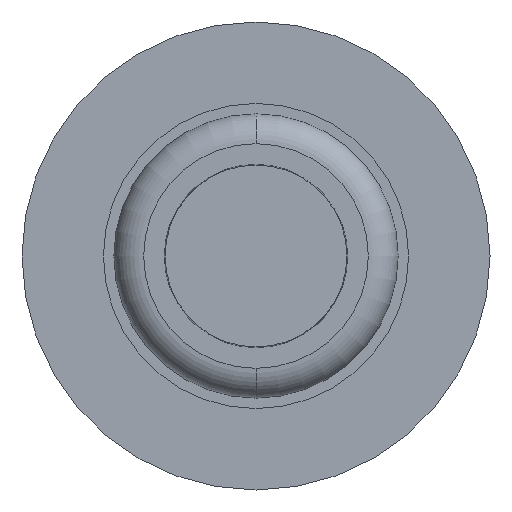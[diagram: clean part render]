
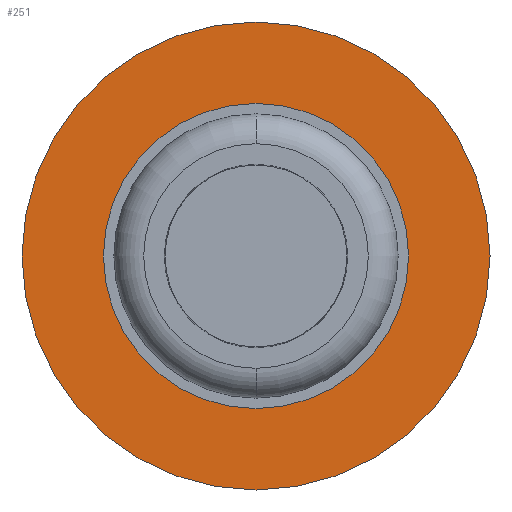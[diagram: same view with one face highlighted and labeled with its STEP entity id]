
A CAD part, front view. The second image highlights one B-rep face of the part: STEP entity #251.
In plain terms, the highlighted planar face has unit normal (0, -1, 0).
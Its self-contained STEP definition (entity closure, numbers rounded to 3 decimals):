
#9 = ORIENTED_EDGE ( 'NONE', *, *, #207, .F. ) ;
#23 = AXIS2_PLACEMENT_3D ( 'NONE', #504, #501, #500 ) ;
#65 = CIRCLE ( 'NONE', #386, 125. ) ;
#66 = AXIS2_PLACEMENT_3D ( 'NONE', #150, #169, #164 ) ;
#110 = VERTEX_POINT ( 'NONE', #440 ) ;
#127 = EDGE_CURVE ( 'NONE', #368, #110, #320, .T. ) ;
#150 = CARTESIAN_POINT ( 'NONE',  ( 0., -4.5, 0. ) ) ;
#152 = EDGE_LOOP ( 'NONE', ( #275, #195 ) ) ;
#164 = DIRECTION ( 'NONE',  ( 0., 0., -1. ) ) ;
#169 = DIRECTION ( 'NONE',  ( 0., -1., 0. ) ) ;
#172 = CARTESIAN_POINT ( 'NONE',  ( 0., -4.5, 0. ) ) ;
#189 = AXIS2_PLACEMENT_3D ( 'NONE', #457, #456, #454 ) ;
#195 = ORIENTED_EDGE ( 'NONE', *, *, #240, .T. ) ;
#207 = EDGE_CURVE ( 'NONE', #348, #259, #283, .T. ) ;
#240 = EDGE_CURVE ( 'NONE', #110, #368, #65, .T. ) ;
#241 = FACE_OUTER_BOUND ( 'NONE', #152, .T. ) ;
#246 = EDGE_CURVE ( 'NONE', #259, #348, #347, .T. ) ;
#251 = ADVANCED_FACE ( 'NONE', ( #241, #469 ), #462, .T. ) ;
#259 = VERTEX_POINT ( 'NONE', #439 ) ;
#275 = ORIENTED_EDGE ( 'NONE', *, *, #127, .T. ) ;
#283 = CIRCLE ( 'NONE', #23, 81.5 ) ;
#320 = CIRCLE ( 'NONE', #66, 125. ) ;
#347 = CIRCLE ( 'NONE', #189, 81.5 ) ;
#348 = VERTEX_POINT ( 'NONE', #390 ) ;
#368 = VERTEX_POINT ( 'NONE', #402 ) ;
#386 = AXIS2_PLACEMENT_3D ( 'NONE', #172, #475, #463 ) ;
#390 = CARTESIAN_POINT ( 'NONE',  ( 0., -4.5, 81.5 ) ) ;
#402 = CARTESIAN_POINT ( 'NONE',  ( 0., -4.5, -125. ) ) ;
#439 = CARTESIAN_POINT ( 'NONE',  ( 0., -4.5, -81.5 ) ) ;
#440 = CARTESIAN_POINT ( 'NONE',  ( 0., -4.5, 125. ) ) ;
#447 = DIRECTION ( 'NONE',  ( 0., 0., -1. ) ) ;
#448 = DIRECTION ( 'NONE',  ( 0., -1., 0. ) ) ;
#454 = DIRECTION ( 'NONE',  ( 0., 0., -1. ) ) ;
#456 = DIRECTION ( 'NONE',  ( 0., -1., 0. ) ) ;
#457 = CARTESIAN_POINT ( 'NONE',  ( 0., -4.5, 0. ) ) ;
#462 = PLANE ( 'NONE',  #502 ) ;
#463 = DIRECTION ( 'NONE',  ( 0., 0., -1. ) ) ;
#469 = FACE_BOUND ( 'NONE', #491, .T. ) ;
#474 = CARTESIAN_POINT ( 'NONE',  ( 94., -4.5, 0. ) ) ;
#475 = DIRECTION ( 'NONE',  ( 0., -1., 0. ) ) ;
#491 = EDGE_LOOP ( 'NONE', ( #507, #9 ) ) ;
#500 = DIRECTION ( 'NONE',  ( 0., 0., -1. ) ) ;
#501 = DIRECTION ( 'NONE',  ( 0., -1., 0. ) ) ;
#502 = AXIS2_PLACEMENT_3D ( 'NONE', #474, #448, #447 ) ;
#504 = CARTESIAN_POINT ( 'NONE',  ( 0., -4.5, 0. ) ) ;
#507 = ORIENTED_EDGE ( 'NONE', *, *, #246, .F. ) ;
